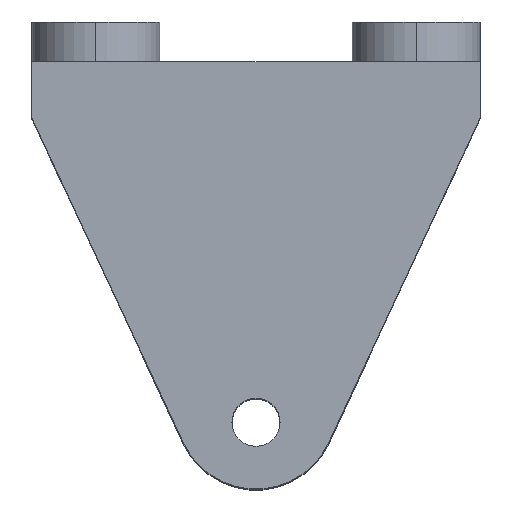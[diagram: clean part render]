
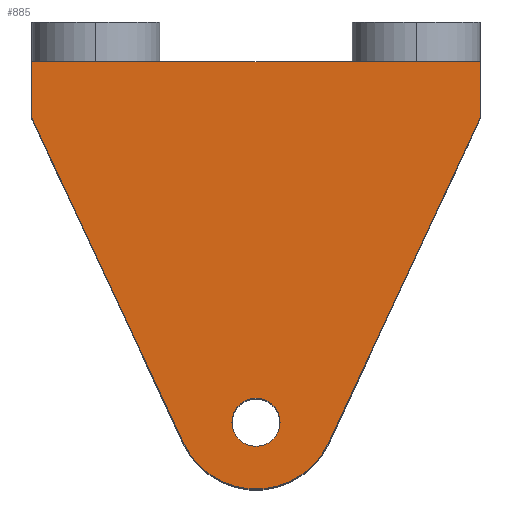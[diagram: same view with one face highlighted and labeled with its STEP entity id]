
A CAD part, top view. The second image highlights one B-rep face of the part: STEP entity #885.
In plain terms, the highlighted planar face has unit normal (0, 0, 1).
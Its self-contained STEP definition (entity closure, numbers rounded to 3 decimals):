
#191 = EDGE_CURVE ( 'NONE', #323, #1133, #1616, .T. ) ;
#200 = CARTESIAN_POINT ( 'NONE',  ( -3., -38., 41. ) ) ;
#224 = DIRECTION ( 'NONE',  ( 0., -1., 0. ) ) ;
#230 = EDGE_CURVE ( 'NONE', #404, #770, #1455, .T. ) ;
#259 = CARTESIAN_POINT ( 'NONE',  ( 28., 7., 41. ) ) ;
#266 = EDGE_CURVE ( 'NONE', #1134, #1350, #1519, .T. ) ;
#282 = DIRECTION ( 'NONE',  ( 0., 0., 1. ) ) ;
#298 = LINE ( 'NONE', #1104, #745 ) ;
#301 = FACE_BOUND ( 'NONE', #1608, .T. ) ;
#318 = CARTESIAN_POINT ( 'NONE',  ( -28., 7., 41. ) ) ;
#322 = DIRECTION ( 'NONE',  ( 0., 0., 1. ) ) ;
#323 = VERTEX_POINT ( 'NONE', #318 ) ;
#335 = ORIENTED_EDGE ( 'NONE', *, *, #266, .F. ) ;
#373 = EDGE_CURVE ( 'NONE', #1133, #1525, #982, .T. ) ;
#389 = DIRECTION ( 'NONE',  ( 0., 0., 1. ) ) ;
#404 = VERTEX_POINT ( 'NONE', #1635 ) ;
#441 = CARTESIAN_POINT ( 'NONE',  ( 0., -38., 41. ) ) ;
#455 = EDGE_CURVE ( 'NONE', #1525, #404, #1236, .T. ) ;
#458 = EDGE_CURVE ( 'NONE', #323, #1242, #1179, .T. ) ;
#484 = AXIS2_PLACEMENT_3D ( 'NONE', #738, #1628, #1020 ) ;
#526 = ORIENTED_EDGE ( 'NONE', *, *, #1041, .F. ) ;
#580 = ORIENTED_EDGE ( 'NONE', *, *, #373, .T. ) ;
#589 = VECTOR ( 'NONE', #972, 1000. ) ;
#597 = AXIS2_PLACEMENT_3D ( 'NONE', #1392, #282, #1526 ) ;
#599 = CARTESIAN_POINT ( 'NONE',  ( -28., 0., 41. ) ) ;
#608 = ORIENTED_EDGE ( 'NONE', *, *, #230, .T. ) ;
#635 = CARTESIAN_POINT ( 'NONE',  ( 28., 0., 41. ) ) ;
#668 = DIRECTION ( 'NONE',  ( 1., 0., 0. ) ) ;
#738 = CARTESIAN_POINT ( 'NONE',  ( 28., 7., 41. ) ) ;
#745 = VECTOR ( 'NONE', #224, 1000. ) ;
#768 = ORIENTED_EDGE ( 'NONE', *, *, #455, .T. ) ;
#770 = VERTEX_POINT ( 'NONE', #1464 ) ;
#814 = CARTESIAN_POINT ( 'NONE',  ( -28., 0., 41. ) ) ;
#833 = EDGE_CURVE ( 'NONE', #1242, #770, #298, .T. ) ;
#834 = DIRECTION ( 'NONE',  ( 0., -1., 0. ) ) ;
#859 = VECTOR ( 'NONE', #834, 1000. ) ;
#878 = DIRECTION ( 'NONE',  ( -1., 0., 0. ) ) ;
#885 = ADVANCED_FACE ( 'NONE', ( #301, #1291 ), #1499, .F. ) ;
#886 = CARTESIAN_POINT ( 'NONE',  ( -9.062, -40.582, 41. ) ) ;
#923 = CIRCLE ( 'NONE', #1398, 3. ) ;
#927 = ORIENTED_EDGE ( 'NONE', *, *, #833, .F. ) ;
#934 = CARTESIAN_POINT ( 'NONE',  ( 3., -38., 41. ) ) ;
#972 = DIRECTION ( 'NONE',  ( 0.423, -0.906, 0. ) ) ;
#982 = LINE ( 'NONE', #599, #589 ) ;
#1003 = DIRECTION ( 'NONE',  ( 1., 0., 0. ) ) ;
#1020 = DIRECTION ( 'NONE',  ( -1., 0., 0. ) ) ;
#1041 = EDGE_CURVE ( 'NONE', #1350, #1134, #923, .T. ) ;
#1079 = EDGE_LOOP ( 'NONE', ( #580, #768, #608, #927, #1359, #1299 ) ) ;
#1104 = CARTESIAN_POINT ( 'NONE',  ( 28., 7., 41. ) ) ;
#1128 = VECTOR ( 'NONE', #1516, 1000. ) ;
#1133 = VERTEX_POINT ( 'NONE', #814 ) ;
#1134 = VERTEX_POINT ( 'NONE', #200 ) ;
#1145 = CARTESIAN_POINT ( 'NONE',  ( 0., -36.353, 41. ) ) ;
#1179 = LINE ( 'NONE', #259, #1478 ) ;
#1236 = CIRCLE ( 'NONE', #1551, 10. ) ;
#1242 = VERTEX_POINT ( 'NONE', #1627 ) ;
#1291 = FACE_OUTER_BOUND ( 'NONE', #1079, .T. ) ;
#1299 = ORIENTED_EDGE ( 'NONE', *, *, #191, .T. ) ;
#1350 = VERTEX_POINT ( 'NONE', #934 ) ;
#1359 = ORIENTED_EDGE ( 'NONE', *, *, #458, .F. ) ;
#1392 = CARTESIAN_POINT ( 'NONE',  ( 0., -38., 41. ) ) ;
#1398 = AXIS2_PLACEMENT_3D ( 'NONE', #441, #322, #668 ) ;
#1455 = LINE ( 'NONE', #635, #1128 ) ;
#1464 = CARTESIAN_POINT ( 'NONE',  ( 28., 0., 41. ) ) ;
#1478 = VECTOR ( 'NONE', #1003, 1000. ) ;
#1499 = PLANE ( 'NONE',  #484 ) ;
#1516 = DIRECTION ( 'NONE',  ( 0.423, 0.906, 0. ) ) ;
#1519 = CIRCLE ( 'NONE', #597, 3. ) ;
#1525 = VERTEX_POINT ( 'NONE', #886 ) ;
#1526 = DIRECTION ( 'NONE',  ( 1., 0., 0. ) ) ;
#1551 = AXIS2_PLACEMENT_3D ( 'NONE', #1145, #389, #878 ) ;
#1592 = CARTESIAN_POINT ( 'NONE',  ( -28., 7., 41. ) ) ;
#1608 = EDGE_LOOP ( 'NONE', ( #526, #335 ) ) ;
#1616 = LINE ( 'NONE', #1592, #859 ) ;
#1627 = CARTESIAN_POINT ( 'NONE',  ( 28., 7., 41. ) ) ;
#1628 = DIRECTION ( 'NONE',  ( 0., 0., -1. ) ) ;
#1635 = CARTESIAN_POINT ( 'NONE',  ( 9.062, -40.582, 41. ) ) ;
